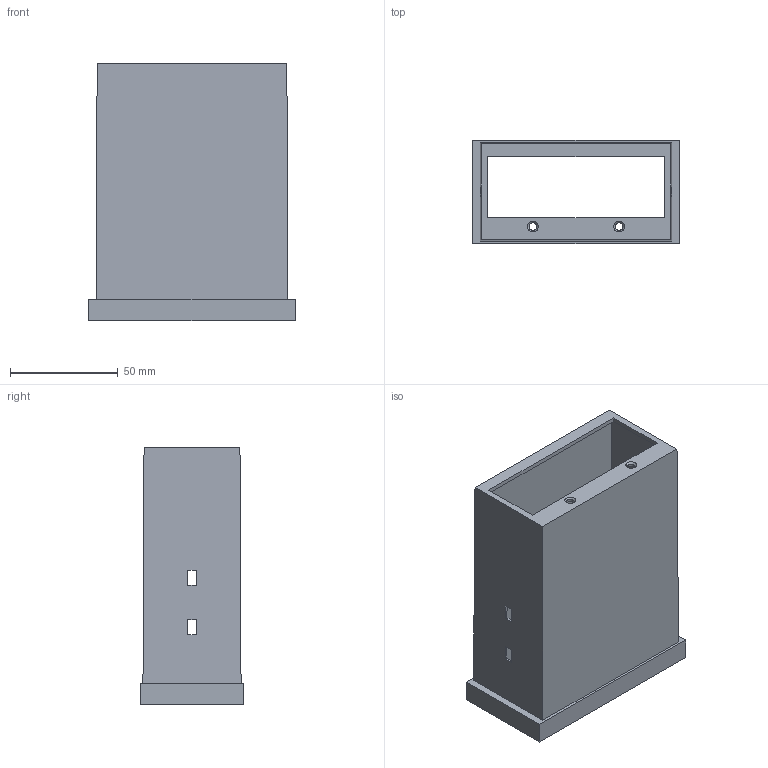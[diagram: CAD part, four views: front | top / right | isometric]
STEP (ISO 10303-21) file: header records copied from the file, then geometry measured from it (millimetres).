
FILE_DESCRIPTION (( 'STEP AP214' ), '1' );
FILE_NAME ('IC-148-01.STEP', '2022-01-24T10:13:56', ( '' ), ( '' ), 'SwSTEP 2.0', 'SolidWorks 2017', '' );
FILE_SCHEMA (( 'AUTOMOTIVE_DESIGN' ));
Length unit declared in the file: millimetre
Products named in the file (3): IC-148-01; Case IC-148
Assembly tree (1 placements, depth 2):
  IC-148-01
    Case IC-148
  Case IC-148
Bounding box: 96 x 48 x 119.5 mm (x, y, z)
Volume: 65798.5 mm3; surface area: 66592 mm2
Topology: 1 solids, 1 shells, 49 faces, 128 edges, 84 vertices
Faces by surface type: plane 41, cone 4, cylinder 4
Entity records: 1591 total; most frequent: CARTESIAN_POINT 266, ORIENTED_EDGE 256, DIRECTION 248, EDGE_CURVE 128, VECTOR 116, LINE 116, VERTEX_POINT 84, EDGE_LOOP 66
